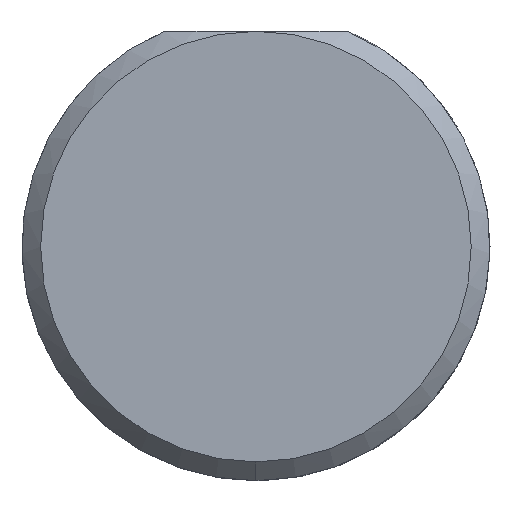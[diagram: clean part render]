
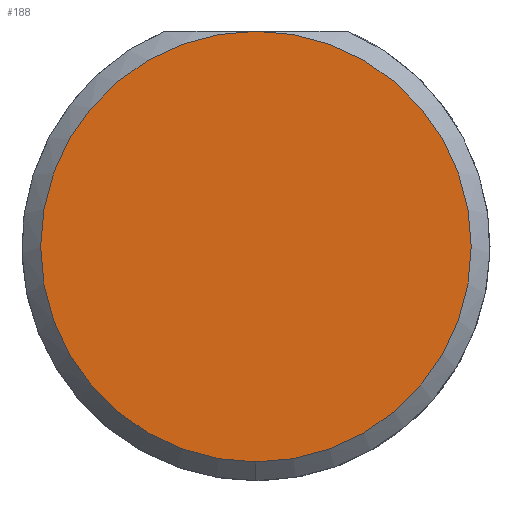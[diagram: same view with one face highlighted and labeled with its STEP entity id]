
A CAD part, left-side view. The second image highlights one B-rep face of the part: STEP entity #188.
In plain terms, the highlighted planar face has unit normal (-1, 0, 0).
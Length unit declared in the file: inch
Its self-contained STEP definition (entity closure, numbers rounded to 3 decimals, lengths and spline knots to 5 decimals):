
#36 = DIRECTION ( 'NONE',  ( 0., 0., -1. ) ) ;
#86 = CARTESIAN_POINT ( 'NONE',  ( 0., 0., 0.11485 ) ) ;
#94 = DIRECTION ( 'NONE',  ( 1., 0., 0. ) ) ;
#96 = VERTEX_POINT ( 'NONE', #86 ) ;
#105 = FACE_OUTER_BOUND ( 'NONE', #404, .T. ) ;
#124 = ORIENTED_EDGE ( 'NONE', *, *, #219, .T. ) ;
#151 = VERTEX_POINT ( 'NONE', #627 ) ;
#176 = DIRECTION ( 'NONE',  ( -1., 0., 0. ) ) ;
#188 = ADVANCED_FACE ( 'NONE', ( #105 ), #301, .F. ) ;
#201 = AXIS2_PLACEMENT_3D ( 'NONE', #575, #176, #867 ) ;
#215 = CIRCLE ( 'NONE', #302, 0.11485 ) ;
#219 = EDGE_CURVE ( 'NONE', #151, #96, #215, .T. ) ;
#227 = ORIENTED_EDGE ( 'NONE', *, *, #259, .T. ) ;
#259 = EDGE_CURVE ( 'NONE', #96, #151, #889, .T. ) ;
#301 = PLANE ( 'NONE',  #467 ) ;
#302 = AXIS2_PLACEMENT_3D ( 'NONE', #503, #654, #36 ) ;
#404 = EDGE_LOOP ( 'NONE', ( #227, #124 ) ) ;
#441 = DIRECTION ( 'NONE',  ( 0., 0., -1. ) ) ;
#467 = AXIS2_PLACEMENT_3D ( 'NONE', #797, #94, #441 ) ;
#503 = CARTESIAN_POINT ( 'NONE',  ( 0., 0., 0. ) ) ;
#575 = CARTESIAN_POINT ( 'NONE',  ( 0., 0., 0. ) ) ;
#627 = CARTESIAN_POINT ( 'NONE',  ( 0., 0., -0.11485 ) ) ;
#654 = DIRECTION ( 'NONE',  ( -1., 0., 0. ) ) ;
#797 = CARTESIAN_POINT ( 'NONE',  ( 0., 0., 0. ) ) ;
#867 = DIRECTION ( 'NONE',  ( 0., 0., -1. ) ) ;
#889 = CIRCLE ( 'NONE', #201, 0.11485 ) ;
